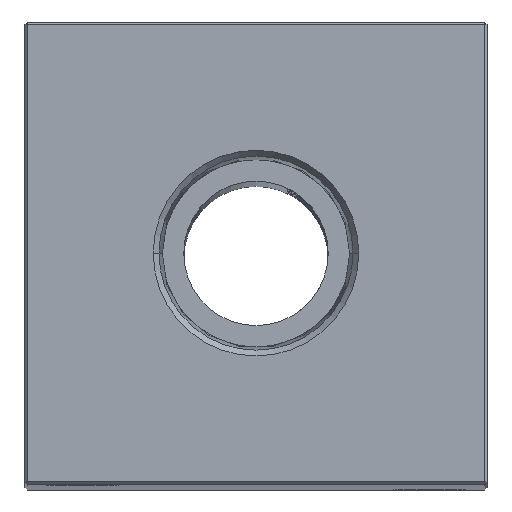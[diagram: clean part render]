
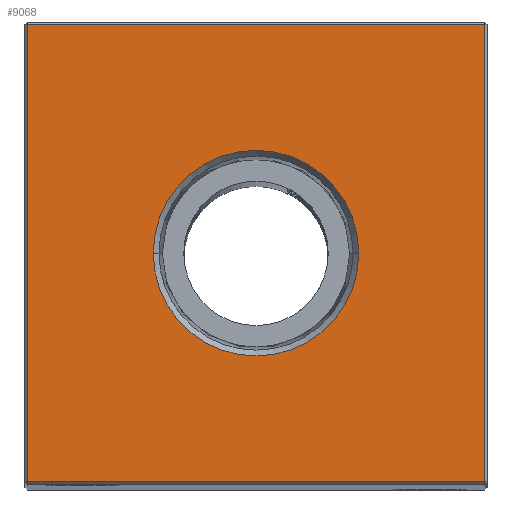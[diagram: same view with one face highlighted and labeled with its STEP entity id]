
A CAD part, top view. The second image highlights one B-rep face of the part: STEP entity #9068.
In plain terms, the highlighted planar face has unit normal (0, 0, 1).
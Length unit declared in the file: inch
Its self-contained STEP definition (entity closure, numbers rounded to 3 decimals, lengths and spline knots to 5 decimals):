
#292 = VERTEX_POINT ( 'NONE', #3154 ) ;
#455 = FACE_OUTER_BOUND ( 'NONE', #15541, .T. ) ;
#637 = LINE ( 'NONE', #10720, #26014 ) ;
#735 = DIRECTION ( 'NONE',  ( -1., 0., 0. ) ) ;
#763 = DIRECTION ( 'NONE',  ( 0., 0., -1. ) ) ;
#3047 = ORIENTED_EDGE ( 'NONE', *, *, #24779, .T. ) ;
#3154 = CARTESIAN_POINT ( 'NONE',  ( -0.99, 0.99, 14.25 ) ) ;
#4786 = ORIENTED_EDGE ( 'NONE', *, *, #14785, .F. ) ;
#5036 = DIRECTION ( 'NONE',  ( 0., -1., 0. ) ) ;
#5121 = DIRECTION ( 'NONE',  ( 1., 0., 0. ) ) ;
#5291 = CARTESIAN_POINT ( 'NONE',  ( -0.99, -0.99, 14.25 ) ) ;
#5770 = EDGE_LOOP ( 'NONE', ( #21269, #4786 ) ) ;
#7647 = CIRCLE ( 'NONE', #26283, 0.44487 ) ;
#8281 = ORIENTED_EDGE ( 'NONE', *, *, #18756, .T. ) ;
#8422 = VECTOR ( 'NONE', #19827, 39.37008 ) ;
#9068 = ADVANCED_FACE ( 'NONE', ( #455, #10540 ), #20664, .F. ) ;
#9354 = DIRECTION ( 'NONE',  ( 1., 0., 0. ) ) ;
#9688 = CARTESIAN_POINT ( 'NONE',  ( 0.99, 0., 14.25 ) ) ;
#9977 = CARTESIAN_POINT ( 'NONE',  ( 0.99, 0.99, 14.25 ) ) ;
#10100 = ORIENTED_EDGE ( 'NONE', *, *, #20765, .T. ) ;
#10540 = FACE_BOUND ( 'NONE', #5770, .T. ) ;
#10720 = CARTESIAN_POINT ( 'NONE',  ( 0., -0.99, 14.25 ) ) ;
#10855 = DIRECTION ( 'NONE',  ( -1., 0., 0. ) ) ;
#12223 = VERTEX_POINT ( 'NONE', #9977 ) ;
#13320 = LINE ( 'NONE', #23484, #18240 ) ;
#14419 = CARTESIAN_POINT ( 'NONE',  ( -0.44487, 0., 14.25 ) ) ;
#14785 = EDGE_CURVE ( 'NONE', #19007, #24530, #7647, .T. ) ;
#15541 = EDGE_LOOP ( 'NONE', ( #8281, #18371, #10100, #3047 ) ) ;
#15625 = AXIS2_PLACEMENT_3D ( 'NONE', #17692, #27938, #5121 ) ;
#17607 = LINE ( 'NONE', #27853, #25928 ) ;
#17692 = CARTESIAN_POINT ( 'NONE',  ( 0., 0., 14.25 ) ) ;
#18240 = VECTOR ( 'NONE', #735, 39.37008 ) ;
#18371 = ORIENTED_EDGE ( 'NONE', *, *, #20583, .T. ) ;
#18756 = EDGE_CURVE ( 'NONE', #292, #23025, #17607, .T. ) ;
#19007 = VERTEX_POINT ( 'NONE', #14419 ) ;
#19827 = DIRECTION ( 'NONE',  ( 0., 1., 0. ) ) ;
#20583 = EDGE_CURVE ( 'NONE', #23025, #22353, #637, .T. ) ;
#20664 = PLANE ( 'NONE',  #28688 ) ;
#20765 = EDGE_CURVE ( 'NONE', #22353, #12223, #32619, .T. ) ;
#20852 = DIRECTION ( 'NONE',  ( 1., 0., 0. ) ) ;
#21269 = ORIENTED_EDGE ( 'NONE', *, *, #25315, .F. ) ;
#22005 = CARTESIAN_POINT ( 'NONE',  ( 0., 0., 14.25 ) ) ;
#22353 = VERTEX_POINT ( 'NONE', #26711 ) ;
#23025 = VERTEX_POINT ( 'NONE', #5291 ) ;
#23484 = CARTESIAN_POINT ( 'NONE',  ( 0., 0.99, 14.25 ) ) ;
#23508 = CARTESIAN_POINT ( 'NONE',  ( 0., 0., 14.25 ) ) ;
#24530 = VERTEX_POINT ( 'NONE', #27931 ) ;
#24779 = EDGE_CURVE ( 'NONE', #12223, #292, #13320, .T. ) ;
#25315 = EDGE_CURVE ( 'NONE', #24530, #19007, #30061, .T. ) ;
#25928 = VECTOR ( 'NONE', #5036, 39.37008 ) ;
#26014 = VECTOR ( 'NONE', #20852, 39.37008 ) ;
#26283 = AXIS2_PLACEMENT_3D ( 'NONE', #22005, #32274, #9354 ) ;
#26711 = CARTESIAN_POINT ( 'NONE',  ( 0.99, -0.99, 14.25 ) ) ;
#27853 = CARTESIAN_POINT ( 'NONE',  ( -0.99, 0., 14.25 ) ) ;
#27931 = CARTESIAN_POINT ( 'NONE',  ( 0.44487, 0., 14.25 ) ) ;
#27938 = DIRECTION ( 'NONE',  ( 0., 0., 1. ) ) ;
#28688 = AXIS2_PLACEMENT_3D ( 'NONE', #23508, #763, #10855 ) ;
#30061 = CIRCLE ( 'NONE', #15625, 0.44487 ) ;
#32274 = DIRECTION ( 'NONE',  ( 0., 0., 1. ) ) ;
#32619 = LINE ( 'NONE', #9688, #8422 ) ;
